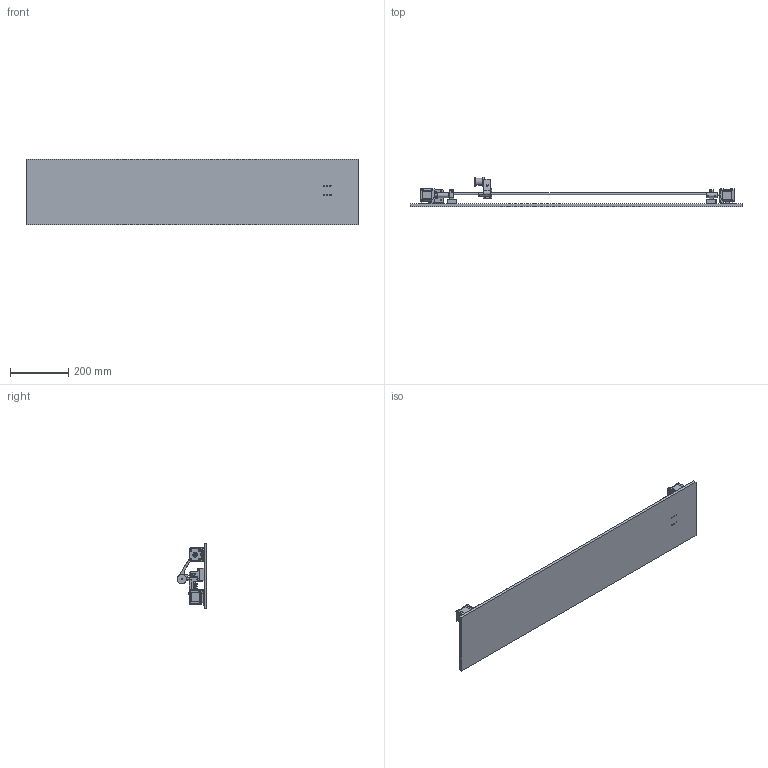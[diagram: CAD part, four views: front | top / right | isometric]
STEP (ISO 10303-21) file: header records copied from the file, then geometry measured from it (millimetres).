
FILE_DESCRIPTION(/* description */ (''),/* implementation_level */ '2;1');
FILE_NAME(/* name */ 'Incomplete assembley of nichrome rig.step',/* time_stamp */ '2018-10-22T10:41:18-04:00',/* author */ ('will.donaldson22'),/* organization */ (''),/* preprocessor_version */ 'ST-DEVELOPER v17.2',/* originating_system */ 'Autodesk Translation Framework v7.6.0.251',/* authorisation */ '');
FILE_SCHEMA (('AUTOMOTIVE_DESIGN { 1 0 10303 214 3 1 1 }'));
Products named in the file (15): Copper winding; v2 Guide rail v4; Load cell mount v13; SK8 linear rail shat guide; SK8 linear rail shat guide_1; Linear bearing 8mm diameter; Foot; SK8 linear rail shat guide_2; SK8 linear rail shat guide_3; 91290A150; 8mm_Railclamp; GT2 Pulley; Nema 17 Stepper motor; Nema 17 mount; Component4
Assembly tree (30 placements, depth 4):
  Copper winding
    v2 Guide rail v4
      Load cell mount v13
      Linear bearing 8mm diameter  x2
      SK8 linear rail shat guide
        91290A150
        8mm_Railclamp
      SK8 linear rail shat guide_1
        91290A150
        8mm_Railclamp
    Nema 17 Stepper motor  x3
    Nema 17 mount  x3
    GT2 Pulley  x2
    Foot  x4
    SK8 linear rail shat guide_2
      91290A150
      8mm_Railclamp
    SK8 linear rail shat guide_3
      91290A150
      8mm_Railclamp
    Component4  x2
Bounding box: 1140 x 102.48 x 225 mm (x, y, z)
Volume: 3121666.9 mm3; surface area: 793826.8 mm2
Topology: 66 solids, 66 shells, 3222 faces, 8499 edges, 5440 vertices
Faces by surface type: cylinder 1210, plane 925, bspline 600, cone 235, torus 204, sphere 48
Full cylindrical faces by diameter (mm): 0.559 x12, 1.1 x32, 1.615 x12, 2.5 x36, 3 x41, 3.091 x72, 3.25 x16, 3.332 x48, 3.5 x13, 4 x106, 4.109 x52, 5 x18, 5.5 x20, 7 x4, 7.3 x3, 7.8 x4, 8 x4, 8.3 x12, 9 x3, 12.7 x12, 13.9 x4, 15 x4, 16 x12, 17 x2, 22 x3, 22.1 x3, 23 x3, 25 x1, 31 x3, 32 x2
Entity records: 49151 total; most frequent: CARTESIAN_POINT 20189, DIRECTION 6051, ORIENTED_EDGE 5968, EDGE_CURVE 2984, AXIS2_PLACEMENT_3D 2409, VERTEX_POINT 1936, CIRCLE 1356, EDGE_LOOP 1314
